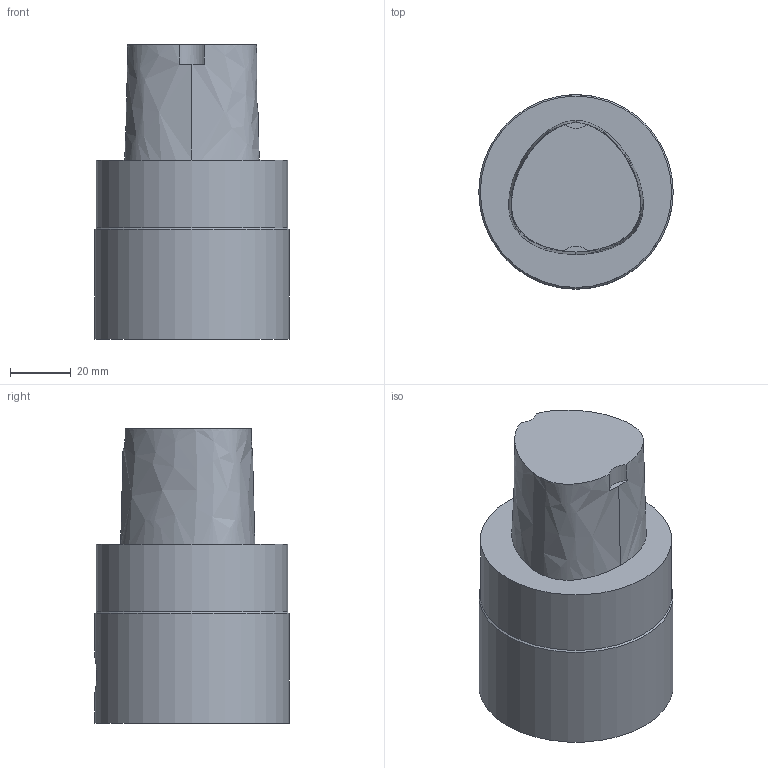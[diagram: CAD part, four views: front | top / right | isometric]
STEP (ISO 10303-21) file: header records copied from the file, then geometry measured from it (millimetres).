
FILE_DESCRIPTION((''),'1');
FILE_NAME('C6-CKB6-59.stp','2022-09-14T05:34:59',(''),(''),'Spatial Interop R21 SP3','Kubotek KeyCreator 2011 V10.0.2 (22737)',' ');
FILE_SCHEMA(('automotive_design'));
Length unit declared in the file: millimetre
Products named in the file (1): 240[2]
Bounding box: 64 x 64 x 97 mm (x, y, z)
Volume: 199622.3 mm3; surface area: 27987.8 mm2
Topology: 1 solids, 1 shells, 16 faces, 34 edges, 22 vertices
Faces by surface type: plane 7, cylinder 6, bspline 2, cone 1
Full cylindrical faces by diameter (mm): 12.3 x1, 36 x1, 62.985 x1, 64 x1
Entity records: 1411 total; most frequent: CARTESIAN_POINT 761, PRESENTATION_STYLE_ASSIGNMENT 61, COLOUR_RGB 61, DIRECTION 54, ORIENTED_EDGE 54, STYLED_ITEM 44, CURVE_STYLE 44, DRAUGHTING_PRE_DEFINED_CURVE_FONT 44
